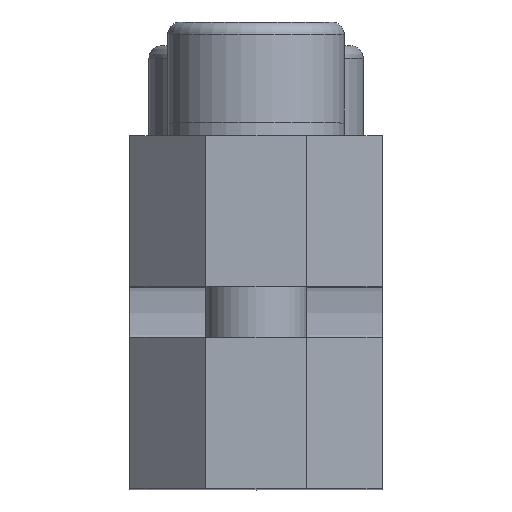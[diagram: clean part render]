
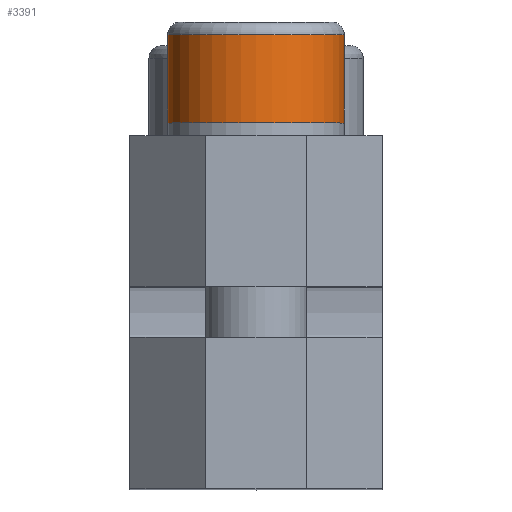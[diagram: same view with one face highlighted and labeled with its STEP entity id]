
A CAD part, top view. The second image highlights one B-rep face of the part: STEP entity #3391.
In plain terms, the highlighted cylindrical face has radius 3.5 mm (diameter 7 mm), a full revolution.
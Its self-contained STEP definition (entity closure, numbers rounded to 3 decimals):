
#3349=CARTESIAN_POINT('',(0.5,-20.017,-0.461));
#3350=VERTEX_POINT('',#3349);
#3351=CARTESIAN_POINT('',(0.5,-23.517,-0.461));
#3352=DIRECTION('',(-1.0,0.0,0.0));
#3353=DIRECTION('',(0.0,-1.0,0.0));
#3354=AXIS2_PLACEMENT_3D('',#3351,#3352,#3353);
#3355=CIRCLE('',#3354,3.5);
#3356=EDGE_CURVE('',#3350,#3350,#3355,.T.);
#3372=CARTESIAN_POINT('',(0.0,-23.517,-0.461));
#3373=DIRECTION('',(1.0,0.0,0.0));
#3374=DIRECTION('',(0.0,-1.0,0.0));
#3375=AXIS2_PLACEMENT_3D('',#3372,#3373,#3374);
#3376=CYLINDRICAL_SURFACE('',#3375,3.5);
#3377=CARTESIAN_POINT('',(4.0,-20.017,-0.461));
#3378=VERTEX_POINT('',#3377);
#3379=CARTESIAN_POINT('',(4.0,-23.517,-0.461));
#3380=DIRECTION('',(-1.0,0.0,0.0));
#3381=DIRECTION('',(0.0,-1.0,0.0));
#3382=AXIS2_PLACEMENT_3D('',#3379,#3380,#3381);
#3383=CIRCLE('',#3382,3.5);
#3384=EDGE_CURVE('',#3378,#3378,#3383,.T.);
#3385=ORIENTED_EDGE('',*,*,#3384,.T.);
#3386=EDGE_LOOP('',(#3385));
#3387=FACE_OUTER_BOUND('',#3386,.T.);
#3388=ORIENTED_EDGE('',*,*,#3356,.F.);
#3389=EDGE_LOOP('',(#3388));
#3390=FACE_BOUND('',#3389,.T.);
#3391=ADVANCED_FACE('',(#3387,#3390),#3376,.T.);
